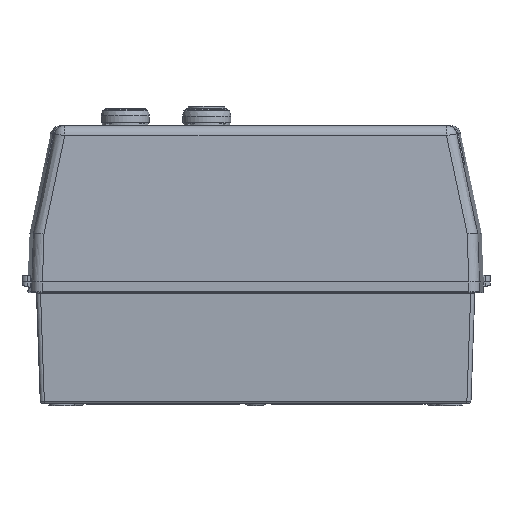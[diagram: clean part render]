
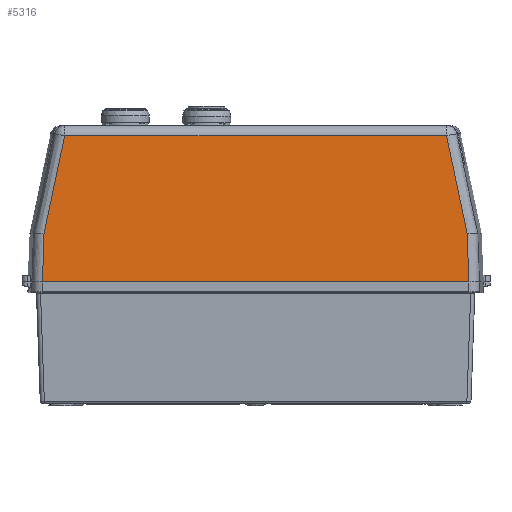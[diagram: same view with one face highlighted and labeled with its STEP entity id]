
A CAD part, front view. The second image highlights one B-rep face of the part: STEP entity #5316.
In plain terms, the highlighted planar face has unit normal (0, -0.999, 0.035).
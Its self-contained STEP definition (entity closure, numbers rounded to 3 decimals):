
#1480=B_SPLINE_CURVE_WITH_KNOTS('',3,(#57718,#57719,#57720,#57721),
 .UNSPECIFIED.,.F.,.F.,(4,4),(0.,1.),.UNSPECIFIED.);
#1482=B_SPLINE_CURVE_WITH_KNOTS('',3,(#57761,#57762,#57763,#57764),
 .UNSPECIFIED.,.F.,.F.,(4,4),(0.,1.),.UNSPECIFIED.);
#1483=B_SPLINE_CURVE_WITH_KNOTS('',3,(#57766,#57767,#57768,#57769),
 .UNSPECIFIED.,.F.,.F.,(4,4),(0.,1.),.UNSPECIFIED.);
#1484=B_SPLINE_CURVE_WITH_KNOTS('',3,(#57773,#57774,#57775,#57776),
 .UNSPECIFIED.,.F.,.F.,(4,4),(0.,1.),.UNSPECIFIED.);
#3206=FACE_OUTER_BOUND('',#8844,.T.);
#5316=ADVANCED_FACE('',(#3206),#7384,.T.);
#7384=PLANE('',#42851);
#8844=EDGE_LOOP('',(#13237,#13238,#13239,#13240,#13241,#13242));
#13237=ORIENTED_EDGE('',*,*,#29258,.F.);
#13238=ORIENTED_EDGE('',*,*,#29264,.F.);
#13239=ORIENTED_EDGE('',*,*,#29265,.F.);
#13240=ORIENTED_EDGE('',*,*,#29266,.T.);
#13241=ORIENTED_EDGE('',*,*,#29267,.F.);
#13242=ORIENTED_EDGE('',*,*,#29262,.F.);
#24393=VERTEX_POINT('',#57686);
#24394=VERTEX_POINT('',#57688);
#24395=VERTEX_POINT('',#57722);
#24396=VERTEX_POINT('',#57765);
#24397=VERTEX_POINT('',#57770);
#24398=VERTEX_POINT('',#57772);
#29258=EDGE_CURVE('',#24394,#24393,#35768,.T.);
#29262=EDGE_CURVE('',#24393,#24395,#1480,.T.);
#29264=EDGE_CURVE('',#24396,#24394,#1482,.T.);
#29265=EDGE_CURVE('',#24397,#24396,#1483,.T.);
#29266=EDGE_CURVE('',#24397,#24398,#35769,.T.);
#29267=EDGE_CURVE('',#24395,#24398,#1484,.T.);
#35768=LINE('',#57689,#39274);
#35769=LINE('',#57771,#39275);
#39274=VECTOR('',#46470,1.);
#39275=VECTOR('',#46479,1.);
#42851=AXIS2_PLACEMENT_3D('',#57777,#46480,#46481);
#46470=DIRECTION('',(1.,0.,0.));
#46479=DIRECTION('',(1.,0.,0.));
#46480=DIRECTION('',(0.,-0.999,0.035));
#46481=DIRECTION('',(-1.,0.,0.));
#57686=CARTESIAN_POINT('',(117.121,-106.867,92.227));
#57688=CARTESIAN_POINT('',(-117.121,-106.867,92.227));
#57689=CARTESIAN_POINT('',(68.486,-106.867,92.227));
#57718=CARTESIAN_POINT('',(117.121,-106.867,92.227));
#57719=CARTESIAN_POINT('',(121.36,-107.568,72.142));
#57720=CARTESIAN_POINT('',(125.599,-108.269,52.057));
#57721=CARTESIAN_POINT('',(129.838,-108.971,31.972));
#57722=CARTESIAN_POINT('',(129.838,-108.971,31.972));
#57761=CARTESIAN_POINT('',(-129.838,-108.971,31.972));
#57762=CARTESIAN_POINT('',(-125.599,-108.269,52.057));
#57763=CARTESIAN_POINT('',(-121.36,-107.568,72.142));
#57764=CARTESIAN_POINT('',(-117.121,-106.867,92.227));
#57765=CARTESIAN_POINT('',(-129.838,-108.971,31.972));
#57766=CARTESIAN_POINT('',(-130.815,-110.,2.5));
#57767=CARTESIAN_POINT('',(-130.489,-109.657,12.324));
#57768=CARTESIAN_POINT('',(-130.164,-109.314,22.148));
#57769=CARTESIAN_POINT('',(-129.838,-108.971,31.972));
#57770=CARTESIAN_POINT('',(-130.815,-110.,2.5));
#57771=CARTESIAN_POINT('',(-136.973,-110.,2.5));
#57772=CARTESIAN_POINT('',(130.815,-110.,2.5));
#57773=CARTESIAN_POINT('',(129.838,-108.971,31.972));
#57774=CARTESIAN_POINT('',(130.164,-109.314,22.148));
#57775=CARTESIAN_POINT('',(130.489,-109.657,12.324));
#57776=CARTESIAN_POINT('',(130.815,-110.,2.5));
#57777=CARTESIAN_POINT('',(136.973,-110.,2.5));
